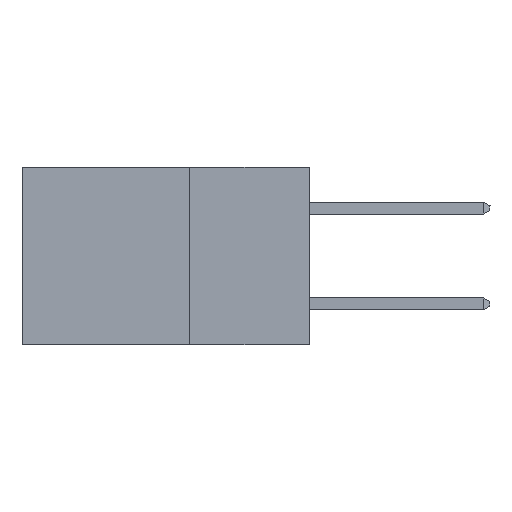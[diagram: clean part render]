
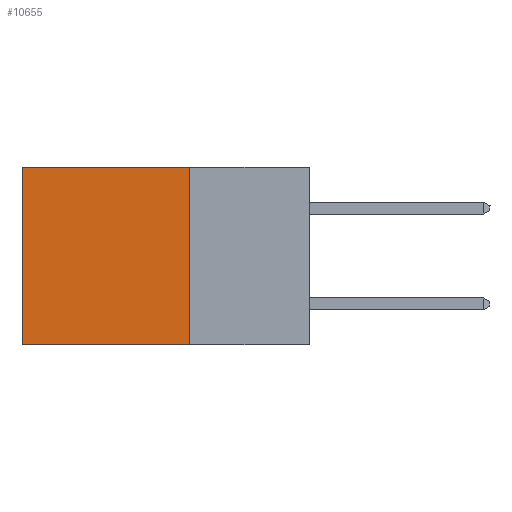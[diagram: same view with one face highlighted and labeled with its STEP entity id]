
A CAD part, left-side view. The second image highlights one B-rep face of the part: STEP entity #10655.
In plain terms, the highlighted planar face has unit normal (-1, 0, 0).
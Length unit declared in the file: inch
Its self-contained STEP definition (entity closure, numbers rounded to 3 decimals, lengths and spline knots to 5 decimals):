
#1535 = ORIENTED_EDGE ( 'NONE', *, *, #6729, .T. ) ;
#1663 = DIRECTION ( 'NONE',  ( 0., 0., -1. ) ) ;
#1912 = VERTEX_POINT ( 'NONE', #6028 ) ;
#2921 = EDGE_CURVE ( 'NONE', #21604, #1912, #6443, .T. ) ;
#3316 = CARTESIAN_POINT ( 'NONE',  ( 0.2875, 0.25, 0. ) ) ;
#5258 = LINE ( 'NONE', #10797, #17158 ) ;
#6028 = CARTESIAN_POINT ( 'NONE',  ( 0.2875, 0.6, -0.37 ) ) ;
#6443 = LINE ( 'NONE', #21080, #20831 ) ;
#6729 = EDGE_CURVE ( 'NONE', #10527, #1912, #5258, .T. ) ;
#8932 = ORIENTED_EDGE ( 'NONE', *, *, #2921, .F. ) ;
#8943 = LINE ( 'NONE', #17804, #10563 ) ;
#8966 = DIRECTION ( 'NONE',  ( 0., 0., -1. ) ) ;
#8991 = DIRECTION ( 'NONE',  ( 0., 0., -1. ) ) ;
#9224 = FACE_OUTER_BOUND ( 'NONE', #12907, .T. ) ;
#10126 = CARTESIAN_POINT ( 'NONE',  ( 0.2875, 0.25, -0.37 ) ) ;
#10527 = VERTEX_POINT ( 'NONE', #12340 ) ;
#10563 = VECTOR ( 'NONE', #17695, 39.37008 ) ;
#10655 = ADVANCED_FACE ( 'NONE', ( #9224 ), #14616, .F. ) ;
#10797 = CARTESIAN_POINT ( 'NONE',  ( 0.2875, 0.6, 0. ) ) ;
#11990 = ORIENTED_EDGE ( 'NONE', *, *, #18633, .T. ) ;
#12130 = CARTESIAN_POINT ( 'NONE',  ( 0.2875, 0.25, 0. ) ) ;
#12340 = CARTESIAN_POINT ( 'NONE',  ( 0.2875, 0.6, 0. ) ) ;
#12696 = DIRECTION ( 'NONE',  ( 1., 0., 0. ) ) ;
#12907 = EDGE_LOOP ( 'NONE', ( #1535, #8932, #20291, #11990 ) ) ;
#14357 = LINE ( 'NONE', #3316, #22402 ) ;
#14616 = PLANE ( 'NONE',  #14924 ) ;
#14924 = AXIS2_PLACEMENT_3D ( 'NONE', #22027, #12696, #1663 ) ;
#17158 = VECTOR ( 'NONE', #8991, 39.37008 ) ;
#17695 = DIRECTION ( 'NONE',  ( 0., 1., 0. ) ) ;
#17804 = CARTESIAN_POINT ( 'NONE',  ( 0.2875, 0.25, 0. ) ) ;
#18120 = EDGE_CURVE ( 'NONE', #20760, #21604, #14357, .T. ) ;
#18633 = EDGE_CURVE ( 'NONE', #20760, #10527, #8943, .T. ) ;
#19273 = DIRECTION ( 'NONE',  ( 0., 1., 0. ) ) ;
#20291 = ORIENTED_EDGE ( 'NONE', *, *, #18120, .F. ) ;
#20760 = VERTEX_POINT ( 'NONE', #12130 ) ;
#20831 = VECTOR ( 'NONE', #19273, 39.37008 ) ;
#21080 = CARTESIAN_POINT ( 'NONE',  ( 0.2875, 0.25, -0.37 ) ) ;
#21604 = VERTEX_POINT ( 'NONE', #10126 ) ;
#22027 = CARTESIAN_POINT ( 'NONE',  ( 0.2875, 0.25, 0. ) ) ;
#22402 = VECTOR ( 'NONE', #8966, 39.37008 ) ;
